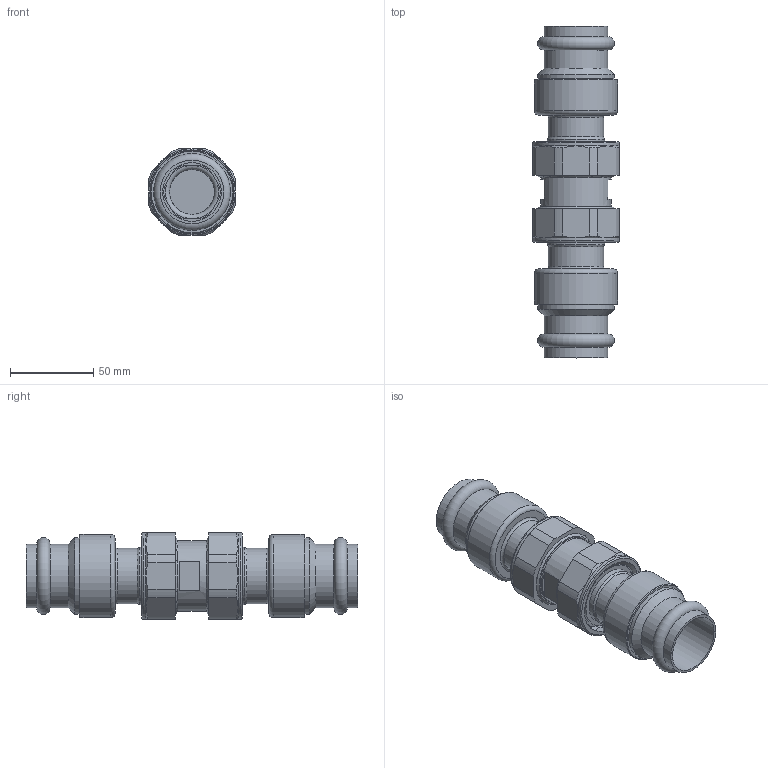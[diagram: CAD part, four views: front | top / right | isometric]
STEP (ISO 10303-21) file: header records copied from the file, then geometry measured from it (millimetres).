
FILE_DESCRIPTION(/* description */ (''),/* implementation_level */ '2;1');
FILE_NAME(/* name */ '304776A_Simplify_1.stp',/* time_stamp */ '2025-08-21T09:54:23-05:00',/* author */ ('ischreiner'),/* organization */ (''),/* preprocessor_version */ 'ST-DEVELOPER v20',/* originating_system */ 'Autodesk Inventor 2025',/* authorisation */ '');
FILE_SCHEMA (('AUTOMOTIVE_DESIGN { 1 0 10303 214 3 1 1 }'));
Length unit declared in the file: inch
Products named in the file (1): 304776A_Simplify_1
Bounding box: 52.07 x 198.92 x 52.07 mm (x, y, z)
Volume: 189573.5 mm3; surface area: 79218.5 mm2
Topology: 7 solids, 7 shells, 209 faces, 473 edges, 296 vertices
Faces by surface type: plane 84, cylinder 75, cone 36, torus 14
Full cylindrical faces by diameter (mm): 26.924 x2, 33.02 x2, 34.544 x2, 35.128 x2, 38.202 x4, 38.989 x2, 39.878 x2, 40.64 x4, 42 x1, 43.688 x2, 44.5 x2, 44.856 x2, 46.025 x2, 47.6 x2, 49.784 x2, 52.07 x2
Entity records: 6140 total; most frequent: DIRECTION 1091, CARTESIAN_POINT 1059, ORIENTED_EDGE 946, EDGE_CURVE 473, AXIS2_PLACEMENT_3D 448, VERTEX_POINT 296, EDGE_LOOP 239, CIRCLE 238
